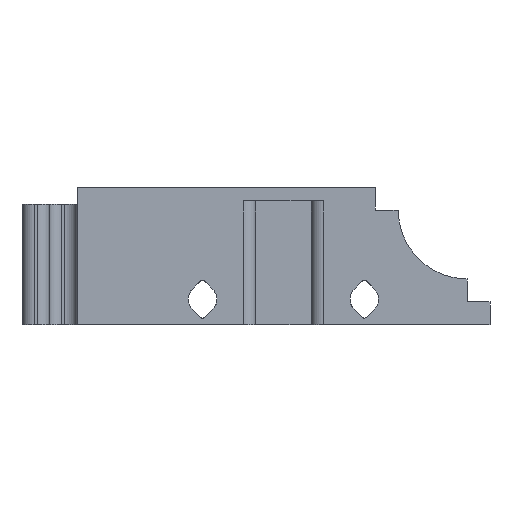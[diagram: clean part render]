
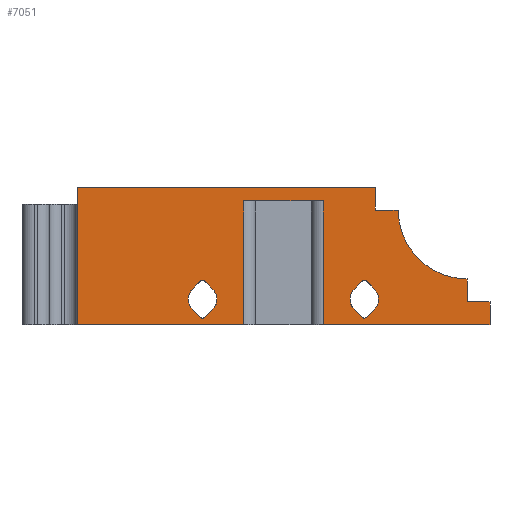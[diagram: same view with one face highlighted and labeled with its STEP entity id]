
A CAD part, front view. The second image highlights one B-rep face of the part: STEP entity #7051.
In plain terms, the highlighted planar face has unit normal (0, -1, 0).
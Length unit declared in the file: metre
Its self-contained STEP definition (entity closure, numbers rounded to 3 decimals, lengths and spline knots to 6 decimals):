
#81=CIRCLE('',#7456,0.0004);
#82=CIRCLE('',#7457,0.002075);
#83=CIRCLE('',#7458,0.0004);
#84=CIRCLE('',#7459,0.002075);
#85=CIRCLE('',#7460,0.002075);
#86=CIRCLE('',#7461,0.0004);
#87=CIRCLE('',#7462,0.002075);
#88=CIRCLE('',#7463,0.0004);
#89=CIRCLE('',#7464,0.01);
#327=PLANE('',#7455);
#602=LINE('',#10234,#1372);
#639=LINE('',#10410,#1409);
#640=LINE('',#10415,#1410);
#641=LINE('',#10419,#1411);
#642=LINE('',#10423,#1412);
#643=LINE('',#10429,#1413);
#644=LINE('',#10433,#1414);
#645=LINE('',#10437,#1415);
#646=LINE('',#10441,#1416);
#647=LINE('',#10442,#1417);
#648=LINE('',#10444,#1418);
#649=LINE('',#10446,#1419);
#650=LINE('',#10448,#1420);
#651=LINE('',#10450,#1421);
#652=LINE('',#10452,#1422);
#653=LINE('',#10454,#1423);
#654=LINE('',#10456,#1424);
#655=LINE('',#10458,#1425);
#656=LINE('',#10460,#1426);
#657=LINE('',#10464,#1427);
#1372=VECTOR('',#8049,1.);
#1409=VECTOR('',#8112,1.);
#1410=VECTOR('',#8115,1.);
#1411=VECTOR('',#8118,1.);
#1412=VECTOR('',#8121,1.);
#1413=VECTOR('',#8126,1.);
#1414=VECTOR('',#8129,1.);
#1415=VECTOR('',#8132,1.);
#1416=VECTOR('',#8135,1.);
#1417=VECTOR('',#8136,1.);
#1418=VECTOR('',#8137,1.);
#1419=VECTOR('',#8138,1.);
#1420=VECTOR('',#8139,1.);
#1421=VECTOR('',#8140,1.);
#1422=VECTOR('',#8141,1.);
#1423=VECTOR('',#8142,1.);
#1424=VECTOR('',#8143,1.);
#1425=VECTOR('',#8144,1.);
#1426=VECTOR('',#8145,1.);
#1427=VECTOR('',#8148,1.);
#2339=ORIENTED_EDGE('',*,*,#4426,.F.);
#2340=ORIENTED_EDGE('',*,*,#4427,.T.);
#2341=ORIENTED_EDGE('',*,*,#4428,.T.);
#2342=ORIENTED_EDGE('',*,*,#4429,.T.);
#2343=ORIENTED_EDGE('',*,*,#4430,.T.);
#2344=ORIENTED_EDGE('',*,*,#4431,.T.);
#2345=ORIENTED_EDGE('',*,*,#4432,.F.);
#2346=ORIENTED_EDGE('',*,*,#4433,.T.);
#2347=ORIENTED_EDGE('',*,*,#4434,.F.);
#2348=ORIENTED_EDGE('',*,*,#4435,.T.);
#2349=ORIENTED_EDGE('',*,*,#4436,.F.);
#2350=ORIENTED_EDGE('',*,*,#4437,.F.);
#2351=ORIENTED_EDGE('',*,*,#4438,.F.);
#2352=ORIENTED_EDGE('',*,*,#4439,.F.);
#2353=ORIENTED_EDGE('',*,*,#4440,.F.);
#2354=ORIENTED_EDGE('',*,*,#4441,.T.);
#2355=ORIENTED_EDGE('',*,*,#4442,.F.);
#2356=ORIENTED_EDGE('',*,*,#4358,.F.);
#2357=ORIENTED_EDGE('',*,*,#4443,.T.);
#2358=ORIENTED_EDGE('',*,*,#4444,.T.);
#2359=ORIENTED_EDGE('',*,*,#4445,.F.);
#2360=ORIENTED_EDGE('',*,*,#4446,.T.);
#2361=ORIENTED_EDGE('',*,*,#4447,.T.);
#2362=ORIENTED_EDGE('',*,*,#4448,.T.);
#2363=ORIENTED_EDGE('',*,*,#4449,.T.);
#2364=ORIENTED_EDGE('',*,*,#4450,.F.);
#2365=ORIENTED_EDGE('',*,*,#4451,.F.);
#2366=ORIENTED_EDGE('',*,*,#4452,.F.);
#2367=ORIENTED_EDGE('',*,*,#4453,.F.);
#4358=EDGE_CURVE('',#5416,#5414,#602,.F.);
#4426=EDGE_CURVE('',#5483,#5484,#639,.T.);
#4427=EDGE_CURVE('',#5483,#5485,#81,.T.);
#4428=EDGE_CURVE('',#5485,#5486,#640,.T.);
#4429=EDGE_CURVE('',#5486,#5487,#82,.T.);
#4430=EDGE_CURVE('',#5487,#5488,#641,.T.);
#4431=EDGE_CURVE('',#5488,#5489,#83,.T.);
#4432=EDGE_CURVE('',#5490,#5489,#642,.T.);
#4433=EDGE_CURVE('',#5490,#5484,#84,.T.);
#4434=EDGE_CURVE('',#5491,#5492,#85,.F.);
#4435=EDGE_CURVE('',#5491,#5493,#643,.T.);
#4436=EDGE_CURVE('',#5494,#5493,#86,.F.);
#4437=EDGE_CURVE('',#5495,#5494,#644,.T.);
#4438=EDGE_CURVE('',#5496,#5495,#87,.F.);
#4439=EDGE_CURVE('',#5497,#5496,#645,.T.);
#4440=EDGE_CURVE('',#5498,#5497,#88,.F.);
#4441=EDGE_CURVE('',#5498,#5492,#646,.T.);
#4442=EDGE_CURVE('',#5414,#5499,#647,.T.);
#4443=EDGE_CURVE('',#5416,#5500,#648,.F.);
#4444=EDGE_CURVE('',#5500,#5501,#649,.F.);
#4445=EDGE_CURVE('',#5502,#5501,#650,.T.);
#4446=EDGE_CURVE('',#5502,#5503,#651,.F.);
#4447=EDGE_CURVE('',#5503,#5504,#652,.F.);
#4448=EDGE_CURVE('',#5504,#5505,#653,.F.);
#4449=EDGE_CURVE('',#5505,#5506,#654,.T.);
#4450=EDGE_CURVE('',#5507,#5506,#655,.T.);
#4451=EDGE_CURVE('',#5508,#5507,#656,.T.);
#4452=EDGE_CURVE('',#5509,#5508,#89,.F.);
#4453=EDGE_CURVE('',#5499,#5509,#657,.T.);
#5414=VERTEX_POINT('',#10229);
#5416=VERTEX_POINT('',#10233);
#5483=VERTEX_POINT('',#10411);
#5484=VERTEX_POINT('',#10412);
#5485=VERTEX_POINT('',#10414);
#5486=VERTEX_POINT('',#10416);
#5487=VERTEX_POINT('',#10418);
#5488=VERTEX_POINT('',#10420);
#5489=VERTEX_POINT('',#10422);
#5490=VERTEX_POINT('',#10424);
#5491=VERTEX_POINT('',#10427);
#5492=VERTEX_POINT('',#10428);
#5493=VERTEX_POINT('',#10430);
#5494=VERTEX_POINT('',#10432);
#5495=VERTEX_POINT('',#10434);
#5496=VERTEX_POINT('',#10436);
#5497=VERTEX_POINT('',#10438);
#5498=VERTEX_POINT('',#10440);
#5499=VERTEX_POINT('',#10443);
#5500=VERTEX_POINT('',#10445);
#5501=VERTEX_POINT('',#10447);
#5502=VERTEX_POINT('',#10449);
#5503=VERTEX_POINT('',#10451);
#5504=VERTEX_POINT('',#10453);
#5505=VERTEX_POINT('',#10455);
#5506=VERTEX_POINT('',#10457);
#5507=VERTEX_POINT('',#10459);
#5508=VERTEX_POINT('',#10461);
#5509=VERTEX_POINT('',#10463);
#6204=EDGE_LOOP('',(#2339,#2340,#2341,#2342,#2343,#2344,#2345,#2346));
#6205=EDGE_LOOP('',(#2347,#2348,#2349,#2350,#2351,#2352,#2353,#2354));
#6206=EDGE_LOOP('',(#2355,#2356,#2357,#2358,#2359,#2360,#2361,#2362,#2363,
#2364,#2365,#2366,#2367));
#6610=FACE_BOUND('',#6204,.T.);
#6611=FACE_BOUND('',#6205,.T.);
#6612=FACE_BOUND('',#6206,.T.);
#7051=ADVANCED_FACE('',(#6610,#6611,#6612),#327,.F.);
#7455=AXIS2_PLACEMENT_3D('',#10409,#8110,#8111);
#7456=AXIS2_PLACEMENT_3D('',#10413,#8113,#8114);
#7457=AXIS2_PLACEMENT_3D('',#10417,#8116,#8117);
#7458=AXIS2_PLACEMENT_3D('',#10421,#8119,#8120);
#7459=AXIS2_PLACEMENT_3D('',#10425,#8122,#8123);
#7460=AXIS2_PLACEMENT_3D('',#10426,#8124,#8125);
#7461=AXIS2_PLACEMENT_3D('',#10431,#8127,#8128);
#7462=AXIS2_PLACEMENT_3D('',#10435,#8130,#8131);
#7463=AXIS2_PLACEMENT_3D('',#10439,#8133,#8134);
#7464=AXIS2_PLACEMENT_3D('',#10462,#8146,#8147);
#8049=DIRECTION('',(-1.,0.,0.));
#8110=DIRECTION('',(0.,1.,0.));
#8111=DIRECTION('',(-1.,0.,0.));
#8112=DIRECTION('',(0.707,0.,0.707));
#8113=DIRECTION('',(0.,1.,0.));
#8114=DIRECTION('',(-1.,0.,0.));
#8115=DIRECTION('',(-0.707,0.,0.707));
#8116=DIRECTION('',(0.,1.,0.));
#8117=DIRECTION('',(-1.,0.,0.));
#8118=DIRECTION('',(0.707,0.,0.707));
#8119=DIRECTION('',(0.,1.,0.));
#8120=DIRECTION('',(-1.,0.,0.));
#8121=DIRECTION('',(-0.707,0.,0.707));
#8122=DIRECTION('',(0.,1.,0.));
#8123=DIRECTION('',(-1.,0.,0.));
#8124=DIRECTION('',(0.,1.,0.));
#8125=DIRECTION('',(-1.,0.,0.));
#8126=DIRECTION('',(0.707,0.,0.707));
#8127=DIRECTION('',(0.,1.,0.));
#8128=DIRECTION('',(-1.,0.,0.));
#8129=DIRECTION('',(-0.707,0.,0.707));
#8130=DIRECTION('',(0.,1.,0.));
#8131=DIRECTION('',(-1.,0.,0.));
#8132=DIRECTION('',(0.707,0.,0.707));
#8133=DIRECTION('',(0.,1.,0.));
#8134=DIRECTION('',(-1.,0.,0.));
#8135=DIRECTION('',(-0.707,0.,0.707));
#8136=DIRECTION('',(0.,0.,-1.));
#8137=DIRECTION('',(0.,0.,1.));
#8138=DIRECTION('',(-1.,0.,0.));
#8139=DIRECTION('',(0.,0.,-1.));
#8140=DIRECTION('',(-1.,0.,0.));
#8141=DIRECTION('',(0.,0.,1.));
#8142=DIRECTION('',(-1.,0.,0.));
#8143=DIRECTION('',(0.,0.,1.));
#8144=DIRECTION('',(1.,0.,0.));
#8145=DIRECTION('',(0.,0.,-1.));
#8146=DIRECTION('',(0.,1.,0.));
#8147=DIRECTION('',(-1.,0.,0.));
#8148=DIRECTION('',(1.,0.,0.));
#10229=CARTESIAN_POINT('',(1.633333,0.810025,0.38));
#10233=CARTESIAN_POINT('',(1.590025,0.810025,0.38));
#10234=CARTESIAN_POINT('',(1.662111,0.810025,0.38));
#10409=CARTESIAN_POINT('',(1.662111,0.810025,0.38));
#10410=CARTESIAN_POINT('',(1.656523,0.810025,0.385588));
#10411=CARTESIAN_POINT('',(1.632016,0.810025,0.361082));
#10412=CARTESIAN_POINT('',(1.633201,0.810025,0.362266));
#10413=CARTESIAN_POINT('',(1.631733,0.810025,0.361365));
#10414=CARTESIAN_POINT('',(1.631451,0.810025,0.361082));
#10415=CARTESIAN_POINT('',(1.637322,0.810025,0.355211));
#10416=CARTESIAN_POINT('',(1.630266,0.810025,0.362266));
#10417=CARTESIAN_POINT('',(1.631733,0.810025,0.363733));
#10418=CARTESIAN_POINT('',(1.630266,0.810025,0.365201));
#10419=CARTESIAN_POINT('',(1.653588,0.810025,0.388523));
#10420=CARTESIAN_POINT('',(1.631451,0.810025,0.366385));
#10421=CARTESIAN_POINT('',(1.631733,0.810025,0.366102));
#10422=CARTESIAN_POINT('',(1.632016,0.810025,0.366385));
#10423=CARTESIAN_POINT('',(1.640256,0.810025,0.358145));
#10424=CARTESIAN_POINT('',(1.633201,0.810025,0.365201));
#10425=CARTESIAN_POINT('',(1.631733,0.810025,0.363733));
#10426=CARTESIAN_POINT('',(1.608267,0.810025,0.363733));
#10427=CARTESIAN_POINT('',(1.606799,0.810025,0.365201));
#10428=CARTESIAN_POINT('',(1.606799,0.810025,0.362266));
#10429=CARTESIAN_POINT('',(1.641855,0.810025,0.400256));
#10430=CARTESIAN_POINT('',(1.607984,0.810025,0.366385));
#10431=CARTESIAN_POINT('',(1.608267,0.810025,0.366102));
#10432=CARTESIAN_POINT('',(1.608549,0.810025,0.366385));
#10433=CARTESIAN_POINT('',(1.628523,0.810025,0.346412));
#10434=CARTESIAN_POINT('',(1.609734,0.810025,0.365201));
#10435=CARTESIAN_POINT('',(1.608267,0.810025,0.363733));
#10436=CARTESIAN_POINT('',(1.609734,0.810025,0.362266));
#10437=CARTESIAN_POINT('',(1.644789,0.810025,0.397322));
#10438=CARTESIAN_POINT('',(1.608549,0.810025,0.361082));
#10439=CARTESIAN_POINT('',(1.608267,0.810025,0.361365));
#10440=CARTESIAN_POINT('',(1.607984,0.810025,0.361082));
#10441=CARTESIAN_POINT('',(1.625588,0.810025,0.343477));
#10442=CARTESIAN_POINT('',(1.633333,0.810025,0.38));
#10443=CARTESIAN_POINT('',(1.633333,0.810025,0.376667));
#10444=CARTESIAN_POINT('',(1.590025,0.810025,0.38));
#10445=CARTESIAN_POINT('',(1.590025,0.810025,0.36));
#10446=CARTESIAN_POINT('',(1.662111,0.810025,0.36));
#10447=CARTESIAN_POINT('',(1.614222,0.810025,0.36));
#10448=CARTESIAN_POINT('',(1.614222,0.810025,0.38));
#10449=CARTESIAN_POINT('',(1.614222,0.810025,0.378));
#10450=CARTESIAN_POINT('',(1.662111,0.810025,0.378));
#10451=CARTESIAN_POINT('',(1.625778,0.810025,0.378));
#10452=CARTESIAN_POINT('',(1.625778,0.810025,0.38));
#10453=CARTESIAN_POINT('',(1.625778,0.810025,0.36));
#10454=CARTESIAN_POINT('',(1.662111,0.810025,0.36));
#10455=CARTESIAN_POINT('',(1.65,0.810025,0.36));
#10456=CARTESIAN_POINT('',(1.65,0.810025,0.38));
#10457=CARTESIAN_POINT('',(1.65,0.810025,0.363333));
#10458=CARTESIAN_POINT('',(1.662111,0.810025,0.363333));
#10459=CARTESIAN_POINT('',(1.646667,0.810025,0.363333));
#10460=CARTESIAN_POINT('',(1.646667,0.810025,0.38));
#10461=CARTESIAN_POINT('',(1.646667,0.810025,0.366667));
#10462=CARTESIAN_POINT('',(1.646667,0.810025,0.376667));
#10463=CARTESIAN_POINT('',(1.636667,0.810025,0.376667));
#10464=CARTESIAN_POINT('',(1.662111,0.810025,0.376667));
